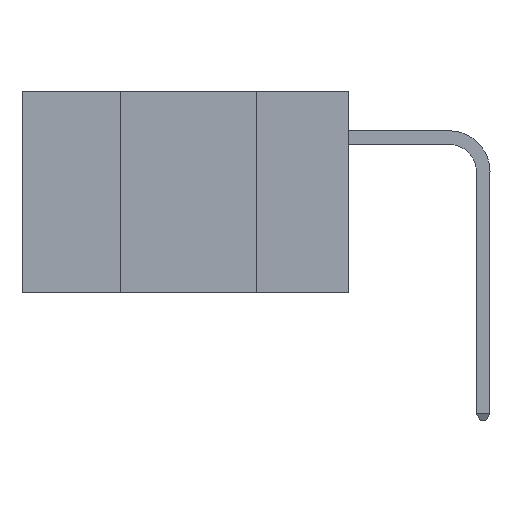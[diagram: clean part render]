
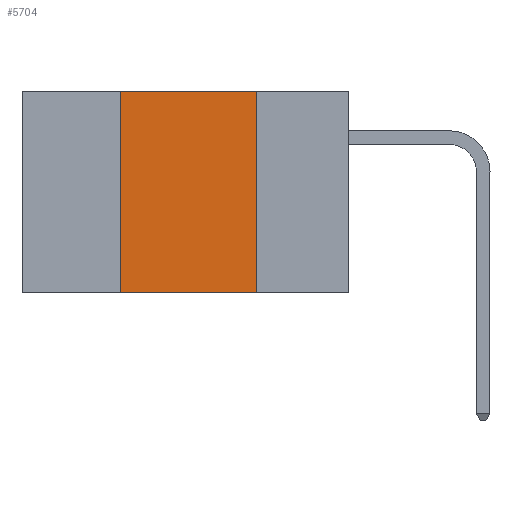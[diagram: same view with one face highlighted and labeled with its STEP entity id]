
A CAD part, left-side view. The second image highlights one B-rep face of the part: STEP entity #5704.
In plain terms, the highlighted planar face has unit normal (-1, 0, 0).
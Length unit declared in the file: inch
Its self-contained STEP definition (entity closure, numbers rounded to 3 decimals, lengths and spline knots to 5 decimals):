
#1488 = ORIENTED_EDGE ( 'NONE', *, *, #21885, .T. ) ;
#1821 = ORIENTED_EDGE ( 'NONE', *, *, #20658, .F. ) ;
#2624 = LINE ( 'NONE', #16291, #2891 ) ;
#2891 = VECTOR ( 'NONE', #19551, 39.37008 ) ;
#3852 = DIRECTION ( 'NONE',  ( 0., 0., -1. ) ) ;
#4581 = DIRECTION ( 'NONE',  ( 0., 0., 1. ) ) ;
#4723 = CARTESIAN_POINT ( 'NONE',  ( 0., 0.17, 0. ) ) ;
#5704 = ADVANCED_FACE ( 'NONE', ( #5714 ), #17246, .F. ) ;
#5714 = FACE_OUTER_BOUND ( 'NONE', #13376, .T. ) ;
#6084 = VECTOR ( 'NONE', #4581, 39.37008 ) ;
#6555 = DIRECTION ( 'NONE',  ( 0., 0., -1. ) ) ;
#10277 = EDGE_CURVE ( 'NONE', #16364, #13175, #2624, .T. ) ;
#11077 = CARTESIAN_POINT ( 'NONE',  ( 0., 0.6, -0.37 ) ) ;
#12204 = ORIENTED_EDGE ( 'NONE', *, *, #10277, .F. ) ;
#12314 = CARTESIAN_POINT ( 'NONE',  ( 0., 0.42, 0. ) ) ;
#12326 = CARTESIAN_POINT ( 'NONE',  ( 0., 0.6, 0. ) ) ;
#13175 = VERTEX_POINT ( 'NONE', #18920 ) ;
#13376 = EDGE_LOOP ( 'NONE', ( #1821, #12204, #16803, #1488 ) ) ;
#14566 = VERTEX_POINT ( 'NONE', #15709 ) ;
#14637 = CARTESIAN_POINT ( 'NONE',  ( 0., 0.42, 0. ) ) ;
#15503 = VERTEX_POINT ( 'NONE', #19979 ) ;
#15709 = CARTESIAN_POINT ( 'NONE',  ( 0., 0.17, -0.37 ) ) ;
#15735 = VECTOR ( 'NONE', #15982, 39.37008 ) ;
#15982 = DIRECTION ( 'NONE',  ( 0., -1., 0. ) ) ;
#16059 = VECTOR ( 'NONE', #6555, 39.37008 ) ;
#16291 = CARTESIAN_POINT ( 'NONE',  ( 0., 0.6, 0. ) ) ;
#16364 = VERTEX_POINT ( 'NONE', #12314 ) ;
#16803 = ORIENTED_EDGE ( 'NONE', *, *, #20605, .F. ) ;
#17246 = PLANE ( 'NONE',  #20293 ) ;
#17447 = DIRECTION ( 'NONE',  ( 1., 0., 0. ) ) ;
#18920 = CARTESIAN_POINT ( 'NONE',  ( 0., 0.17, 0. ) ) ;
#18921 = LINE ( 'NONE', #11077, #15735 ) ;
#18981 = LINE ( 'NONE', #4723, #16059 ) ;
#19529 = LINE ( 'NONE', #14637, #6084 ) ;
#19551 = DIRECTION ( 'NONE',  ( 0., -1., 0. ) ) ;
#19979 = CARTESIAN_POINT ( 'NONE',  ( 0., 0.42, -0.37 ) ) ;
#20293 = AXIS2_PLACEMENT_3D ( 'NONE', #12326, #17447, #3852 ) ;
#20605 = EDGE_CURVE ( 'NONE', #15503, #16364, #19529, .T. ) ;
#20658 = EDGE_CURVE ( 'NONE', #13175, #14566, #18981, .T. ) ;
#21885 = EDGE_CURVE ( 'NONE', #15503, #14566, #18921, .T. ) ;
